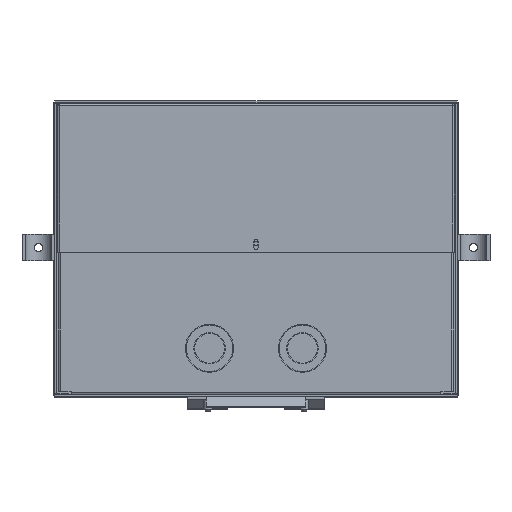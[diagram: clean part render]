
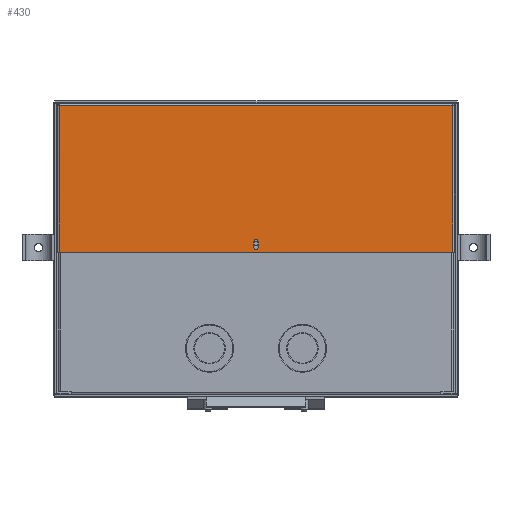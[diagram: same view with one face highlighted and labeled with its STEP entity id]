
A CAD part, front view. The second image highlights one B-rep face of the part: STEP entity #430.
In plain terms, the highlighted planar face has unit normal (0, -1, 0).
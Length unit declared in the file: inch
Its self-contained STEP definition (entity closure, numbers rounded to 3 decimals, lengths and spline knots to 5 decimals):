
#430 = ADVANCED_FACE ( 'NONE', ( #9263, #9266 ), #10617, .T. ) ;
#5538 = EDGE_LOOP ( 'NONE', ( #22498, #22497, #22507, #22496, #22500 ) ) ;
#5539 = EDGE_LOOP ( 'NONE', ( #22501, #22505, #22508, #22503 ) ) ;
#7623 = EDGE_CURVE ( 'NONE', #22429, #22423, #22176, .T. ) ;
#7643 = EDGE_CURVE ( 'NONE', #9736, #22427, #22210, .T. ) ;
#7644 = EDGE_CURVE ( 'NONE', #22427, #20897, #22212, .T. ) ;
#7645 = EDGE_CURVE ( 'NONE', #20897, #22429, #22213, .T. ) ;
#7646 = EDGE_CURVE ( 'NONE', #22423, #9736, #22215, .T. ) ;
#7647 = EDGE_CURVE ( 'NONE', #20896, #20904, #22216, .T. ) ;
#7648 = EDGE_CURVE ( 'NONE', #20904, #22424, #22200, .T. ) ;
#7649 = EDGE_CURVE ( 'NONE', #22420, #22424, #22220, .T. ) ;
#7650 = EDGE_CURVE ( 'NONE', #22420, #20896, #22218, .T. ) ;
#9263 = FACE_BOUND ( 'NONE', #5538, .T. ) ;
#9266 = FACE_OUTER_BOUND ( 'NONE', #5539, .T. ) ;
#9736 = VERTEX_POINT ( 'NONE', #21440 ) ;
#10292 = AXIS2_PLACEMENT_3D ( 'NONE', #10615, #10613, #10619 ) ;
#10613 = DIRECTION ( 'NONE',  ( 0., -1., 0. ) ) ;
#10615 = CARTESIAN_POINT ( 'NONE',  ( 0., -0.924, 0. ) ) ;
#10617 = PLANE ( 'NONE',  #10292 ) ;
#10619 = DIRECTION ( 'NONE',  ( 0., 0., -1. ) ) ;
#20760 = AXIS2_PLACEMENT_3D ( 'NONE', #21281, #21282, #21283 ) ;
#20766 = AXIS2_PLACEMENT_3D ( 'NONE', #21328, #21329, #21330 ) ;
#20767 = AXIS2_PLACEMENT_3D ( 'NONE', #21333, #21334, #21335 ) ;
#20896 = VERTEX_POINT ( 'NONE', #21508 ) ;
#20897 = VERTEX_POINT ( 'NONE', #21509 ) ;
#20904 = VERTEX_POINT ( 'NONE', #21516 ) ;
#21281 = CARTESIAN_POINT ( 'NONE',  ( 0., -0.924, -5.19838 ) ) ;
#21282 = DIRECTION ( 'NONE',  ( 0., 1., 0. ) ) ;
#21283 = DIRECTION ( 'NONE',  ( 0., 0., 1. ) ) ;
#21311 = DIRECTION ( 'NONE',  ( 0., 0., 1. ) ) ;
#21316 = CARTESIAN_POINT ( 'NONE',  ( -0.07813, -0.924, -5.41713 ) ) ;
#21326 = CARTESIAN_POINT ( 'NONE',  ( 0.07812, -0.924, -5.41713 ) ) ;
#21327 = DIRECTION ( 'NONE',  ( 0., 0., -1. ) ) ;
#21328 = CARTESIAN_POINT ( 'NONE',  ( 0., -0.924, -5.41713 ) ) ;
#21329 = DIRECTION ( 'NONE',  ( 0., 1., 0. ) ) ;
#21330 = DIRECTION ( 'NONE',  ( 0., 0., 1. ) ) ;
#21331 = CARTESIAN_POINT ( 'NONE',  ( 7.406, -0.924, -5.589 ) ) ;
#21332 = CARTESIAN_POINT ( 'NONE',  ( -7.406, -0.924, -0.0748 ) ) ;
#21333 = CARTESIAN_POINT ( 'NONE',  ( 0., -0.924, -5.19838 ) ) ;
#21334 = DIRECTION ( 'NONE',  ( 0., 1., 0. ) ) ;
#21335 = DIRECTION ( 'NONE',  ( 0., 0., 1. ) ) ;
#21336 = CARTESIAN_POINT ( 'NONE',  ( 0., -0.924, -0.0748 ) ) ;
#21338 = DIRECTION ( 'NONE',  ( -1., 0., 0. ) ) ;
#21339 = DIRECTION ( 'NONE',  ( 0., 0., -1. ) ) ;
#21340 = CARTESIAN_POINT ( 'NONE',  ( -7.421, -0.924, -5.589 ) ) ;
#21342 = DIRECTION ( 'NONE',  ( -1., 0., 0. ) ) ;
#21343 = DIRECTION ( 'NONE',  ( 0., 0., 1. ) ) ;
#21440 = CARTESIAN_POINT ( 'NONE',  ( 0.07812, -0.924, -5.41713 ) ) ;
#21508 = CARTESIAN_POINT ( 'NONE',  ( 7.406, -0.924, -0.0748 ) ) ;
#21509 = CARTESIAN_POINT ( 'NONE',  ( -0.07813, -0.924, -5.19838 ) ) ;
#21516 = CARTESIAN_POINT ( 'NONE',  ( -7.406, -0.924, -0.0748 ) ) ;
#21520 = CARTESIAN_POINT ( 'NONE',  ( 7.406, -0.924, -5.589 ) ) ;
#21523 = CARTESIAN_POINT ( 'NONE',  ( 0.07813, -0.924, -5.19838 ) ) ;
#21524 = CARTESIAN_POINT ( 'NONE',  ( -7.406, -0.924, -5.589 ) ) ;
#21527 = CARTESIAN_POINT ( 'NONE',  ( -0.07813, -0.924, -5.41713 ) ) ;
#21529 = CARTESIAN_POINT ( 'NONE',  ( 0., -0.924, -5.12025 ) ) ;
#22176 = CIRCLE ( 'NONE', #20760, 0.07813 ) ;
#22200 = LINE ( 'NONE', #21332, #22221 ) ;
#22210 = CIRCLE ( 'NONE', #20766, 0.07813 ) ;
#22212 = LINE ( 'NONE', #21316, #22214 ) ;
#22213 = CIRCLE ( 'NONE', #20767, 0.07813 ) ;
#22214 = VECTOR ( 'NONE', #21311, 39.37008 ) ;
#22215 = LINE ( 'NONE', #21326, #22217 ) ;
#22216 = LINE ( 'NONE', #21336, #22219 ) ;
#22217 = VECTOR ( 'NONE', #21327, 39.37008 ) ;
#22218 = LINE ( 'NONE', #21331, #22225 ) ;
#22219 = VECTOR ( 'NONE', #21338, 39.37008 ) ;
#22220 = LINE ( 'NONE', #21340, #22223 ) ;
#22221 = VECTOR ( 'NONE', #21339, 39.37008 ) ;
#22223 = VECTOR ( 'NONE', #21342, 39.37008 ) ;
#22225 = VECTOR ( 'NONE', #21343, 39.37008 ) ;
#22420 = VERTEX_POINT ( 'NONE', #21520 ) ;
#22423 = VERTEX_POINT ( 'NONE', #21523 ) ;
#22424 = VERTEX_POINT ( 'NONE', #21524 ) ;
#22427 = VERTEX_POINT ( 'NONE', #21527 ) ;
#22429 = VERTEX_POINT ( 'NONE', #21529 ) ;
#22496 = ORIENTED_EDGE ( 'NONE', *, *, #7623, .T. ) ;
#22497 = ORIENTED_EDGE ( 'NONE', *, *, #7644, .T. ) ;
#22498 = ORIENTED_EDGE ( 'NONE', *, *, #7643, .T. ) ;
#22500 = ORIENTED_EDGE ( 'NONE', *, *, #7646, .T. ) ;
#22501 = ORIENTED_EDGE ( 'NONE', *, *, #7647, .T. ) ;
#22503 = ORIENTED_EDGE ( 'NONE', *, *, #7650, .T. ) ;
#22505 = ORIENTED_EDGE ( 'NONE', *, *, #7648, .T. ) ;
#22507 = ORIENTED_EDGE ( 'NONE', *, *, #7645, .T. ) ;
#22508 = ORIENTED_EDGE ( 'NONE', *, *, #7649, .F. ) ;
